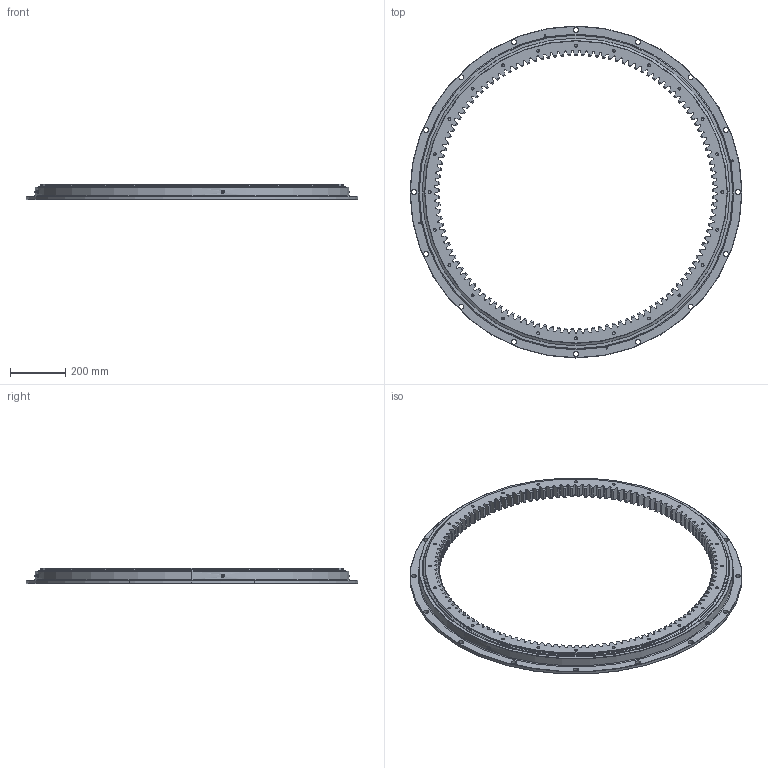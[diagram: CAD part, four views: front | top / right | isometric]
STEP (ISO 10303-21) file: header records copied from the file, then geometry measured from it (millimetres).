
FILE_DESCRIPTION (( 'STEP AP214' ), '1' );
FILE_NAME ('I.1200.20.00.STEP', '2016-03-07T08:52:45', ( '' ), ( '' ), 'SwSTEP 2.0', 'SolidWorks 2015', '' );
FILE_SCHEMA (( 'AUTOMOTIVE_DESIGN' ));
Length unit declared in the file: millimetre
Products named in the file (7): Grease nipple M10x1mm; B.1198.B20C.A3N.0 - OR Seal; B.1198.B20C.A3N.0 - IR Seal; Ball D20; B.1198.B20C.A3N.0 - OR; B.1198.B20C.A3N.0 - IR; I.1200.20.00
Assembly tree (155 placements, depth 2):
  I.1200.20.00
    B.1198.B20C.A3N.0 - IR
    B.1198.B20C.A3N.0 - OR
    Ball D20  x147
    B.1198.B20C.A3N.0 - IR Seal
    B.1198.B20C.A3N.0 - OR Seal
    Grease nipple M10x1mm  x4
Bounding box: 1198 x 1198 x 56 mm (x, y, z)
Volume: 11047414.5 mm3; surface area: 2036574.4 mm2
Topology: 155 solids, 155 shells, 1924 faces, 5674 edges, 3753 vertices
Faces by surface type: bspline 500, plane 430, cone 392, sphere 294, cylinder 261, torus 47
Entity records: 56562 total; most frequent: CARTESIAN_POINT 19871, ORIENTED_EDGE 8766, DIRECTION 5264, EDGE_CURVE 4383, VERTEX_POINT 2894, B_SPLINE_CURVE_WITH_KNOTS 2338, AXIS2_PLACEMENT_3D 2031, EDGE_LOOP 1609
